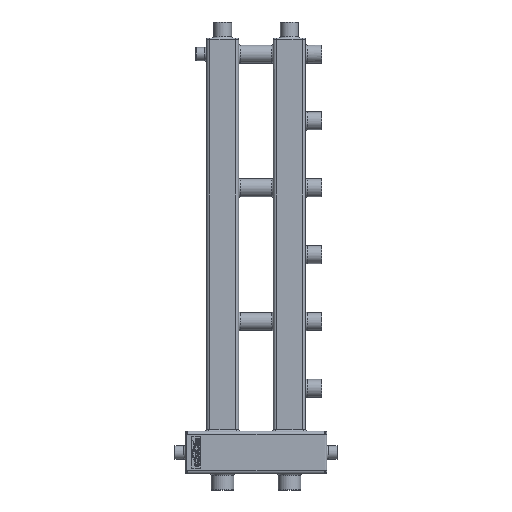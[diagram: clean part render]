
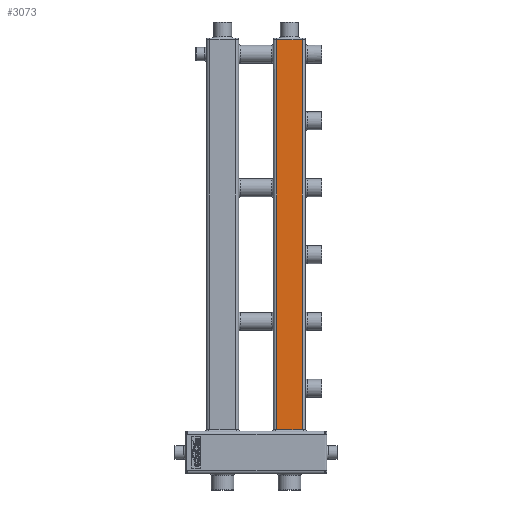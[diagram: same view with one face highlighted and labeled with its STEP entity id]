
A CAD part, left-side view. The second image highlights one B-rep face of the part: STEP entity #3073.
In plain terms, the highlighted planar face has unit normal (-1, 0, 0).
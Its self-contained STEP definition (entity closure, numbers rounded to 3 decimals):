
#3073=ADVANCED_FACE('',(#10428),#10430,.T.);
#10428=FACE_BOUND('',#10429,.T.);
#10429=EDGE_LOOP('',(#17047,#17048,#17049,#17050,#17051,#17052));
#10430=PLANE('',#10431);
#10431=AXIS2_PLACEMENT_3D('',#10432,#10433,#10434);
#10432=CARTESIAN_POINT('',(-30.,89.5,40.));
#10433=DIRECTION('',(-1.,0.,0.));
#10434=DIRECTION('',(0.,-1.,0.));
#17047=ORIENTED_EDGE('',*,*,#19538,.F.);
#17048=ORIENTED_EDGE('',*,*,#19659,.T.);
#17049=ORIENTED_EDGE('',*,*,#19660,.T.);
#17050=ORIENTED_EDGE('',*,*,#19661,.F.);
#17051=ORIENTED_EDGE('',*,*,#19662,.F.);
#17052=ORIENTED_EDGE('',*,*,#19663,.F.);
#19538=EDGE_CURVE('',#21910,#21912,#21913,.F.);
#19659=EDGE_CURVE('',#21910,#22116,#22117,.T.);
#19660=EDGE_CURVE('',#22116,#22118,#22119,.F.);
#19661=EDGE_CURVE('',#22120,#22118,#22121,.T.);
#19662=EDGE_CURVE('',#22122,#22120,#22123,.F.);
#19663=EDGE_CURVE('',#21912,#22122,#22124,.T.);
#21910=VERTEX_POINT('',#30584);
#21912=VERTEX_POINT('',#30588);
#21913=LINE('',#30589,#30590);
#22116=VERTEX_POINT('',#31252);
#22117=LINE('',#31253,#31254);
#22118=VERTEX_POINT('',#31256);
#22119=LINE('',#31257,#31258);
#22120=VERTEX_POINT('',#31260);
#22121=LINE('',#31261,#31262);
#22122=VERTEX_POINT('',#31264);
#22123=LINE('',#31265,#31266);
#22124=LINE('',#31268,#31269);
#30584=CARTESIAN_POINT('',(-30.,41.5,43.));
#30588=CARTESIAN_POINT('',(-30.,89.5,43.));
#30589=CARTESIAN_POINT('',(-30.,89.5,43.));
#30590=VECTOR('',#30591,1.);
#30591=DIRECTION('',(0.,-1.,0.));
#31252=CARTESIAN_POINT('',(-30.,41.5,772.039));
#31253=CARTESIAN_POINT('',(-30.,41.5,43.));
#31254=VECTOR('',#31255,1.);
#31255=DIRECTION('',(0.,0.,1.));
#31256=CARTESIAN_POINT('',(-30.,41.5,772.042));
#31257=CARTESIAN_POINT('',(-30.,41.5,772.042));
#31258=VECTOR('',#31259,1.);
#31259=DIRECTION('',(0.,0.,-1.));
#31260=CARTESIAN_POINT('',(-30.,89.5,772.042));
#31261=CARTESIAN_POINT('',(-30.,89.5,772.042));
#31262=VECTOR('',#31263,1.);
#31263=DIRECTION('',(0.,-1.,0.));
#31264=CARTESIAN_POINT('',(-30.,89.5,772.039));
#31265=CARTESIAN_POINT('',(-30.,89.5,772.042));
#31266=VECTOR('',#31267,1.);
#31267=DIRECTION('',(0.,0.,-1.));
#31268=CARTESIAN_POINT('',(-30.,89.5,43.));
#31269=VECTOR('',#31270,1.);
#31270=DIRECTION('',(0.,0.,1.));
